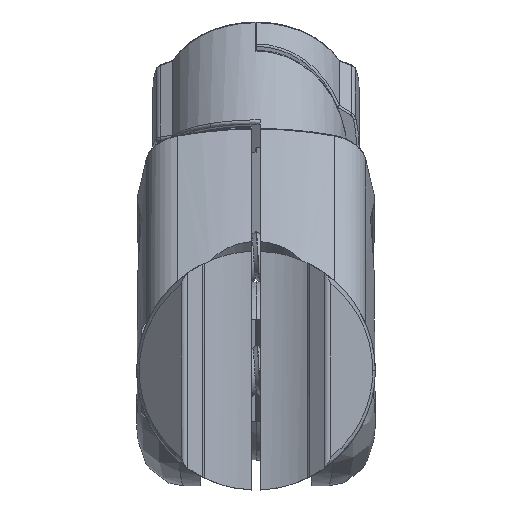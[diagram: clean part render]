
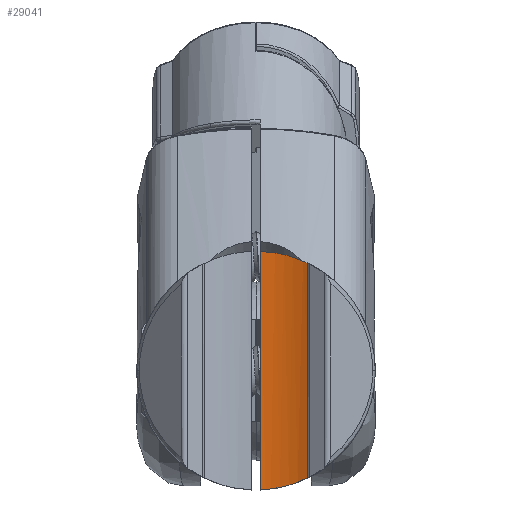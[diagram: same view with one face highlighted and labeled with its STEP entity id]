
A CAD part, top view. The second image highlights one B-rep face of the part: STEP entity #29041.
In plain terms, the highlighted cylindrical face has radius 14.2 mm (diameter 28.4 mm), a partial arc.
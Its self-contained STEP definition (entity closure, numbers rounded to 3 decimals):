
#1413 = AXIS2_PLACEMENT_3D ( 'NONE', #35800, #4297, #40267 ) ;
#1535 = ORIENTED_EDGE ( 'NONE', *, *, #3997, .F. ) ;
#2006 = CARTESIAN_POINT ( 'NONE',  ( 0.5, 13.991, 79.746 ) ) ;
#2483 = CARTESIAN_POINT ( 'NONE',  ( 6.694, 12.296, 81.414 ) ) ;
#2578 = VECTOR ( 'NONE', #9517, 1000. ) ;
#3997 = EDGE_CURVE ( 'NONE', #4524, #30254, #23397, .T. ) ;
#4144 = CARTESIAN_POINT ( 'NONE',  ( 4.701, -13.231, 80.496 ) ) ;
#4297 = DIRECTION ( 'NONE',  ( 0., -1., 0. ) ) ;
#4524 = VERTEX_POINT ( 'NONE', #20355 ) ;
#5296 = CARTESIAN_POINT ( 'NONE',  ( 4.701, 13.231, 80.496 ) ) ;
#6683 = VERTEX_POINT ( 'NONE', #40293 ) ;
#7967 = EDGE_CURVE ( 'NONE', #36745, #4524, #13461, .T. ) ;
#8428 = ORIENTED_EDGE ( 'NONE', *, *, #7967, .F. ) ;
#9517 = DIRECTION ( 'NONE',  ( 0., 1., 0. ) ) ;
#9742 = CARTESIAN_POINT ( 'NONE',  ( 1.554, 13.953, 79.783 ) ) ;
#10969 = CARTESIAN_POINT ( 'NONE',  ( 1.554, -13.953, 79.783 ) ) ;
#13080 = DIRECTION ( 'NONE',  ( 0., -1., 0. ) ) ;
#13461 = B_SPLINE_CURVE_WITH_KNOTS ( 'NONE', 3,
 ( #2006, #9742, #41261, #5296, #34439, #2483 ),
 .UNSPECIFIED., .F., .F.,
 ( 4, 2, 4 ),
 ( 0., 0.5, 1. ),
 .UNSPECIFIED. ) ;
#13561 = ORIENTED_EDGE ( 'NONE', *, *, #45834, .F. ) ;
#16586 = LINE ( 'NONE', #19873, #2578 ) ;
#17543 = CARTESIAN_POINT ( 'NONE',  ( 6.694, -12.296, 81.414 ) ) ;
#17802 = ORIENTED_EDGE ( 'NONE', *, *, #30923, .F. ) ;
#18208 = VECTOR ( 'NONE', #13080, 1000. ) ;
#19873 = CARTESIAN_POINT ( 'NONE',  ( 0.5, -13.991, 79.746 ) ) ;
#20355 = CARTESIAN_POINT ( 'NONE',  ( 6.694, 12.296, 81.414 ) ) ;
#21157 = CARTESIAN_POINT ( 'NONE',  ( 0.5, 13.991, 79.746 ) ) ;
#21312 = CARTESIAN_POINT ( 'NONE',  ( 5.724, -12.824, 80.895 ) ) ;
#23397 = LINE ( 'NONE', #37504, #18208 ) ;
#25958 = CYLINDRICAL_SURFACE ( 'NONE', #1413, 14.2 ) ;
#28417 = CARTESIAN_POINT ( 'NONE',  ( 2.617, -13.796, 79.94 ) ) ;
#29041 = ADVANCED_FACE ( 'NONE', ( #36053 ), #25958, .F. ) ;
#30254 = VERTEX_POINT ( 'NONE', #38089 ) ;
#30923 = EDGE_CURVE ( 'NONE', #6683, #36745, #16586, .T. ) ;
#32615 = CARTESIAN_POINT ( 'NONE',  ( 0.5, -13.991, 79.746 ) ) ;
#33667 = B_SPLINE_CURVE_WITH_KNOTS ( 'NONE', 3,
 ( #17543, #21312, #4144, #28417, #10969, #32615 ),
 .UNSPECIFIED., .F., .F.,
 ( 4, 2, 4 ),
 ( 0., 0.5, 1. ),
 .UNSPECIFIED. ) ;
#34439 = CARTESIAN_POINT ( 'NONE',  ( 5.724, 12.824, 80.895 ) ) ;
#35800 = CARTESIAN_POINT ( 'NONE',  ( 0., -50., 93.937 ) ) ;
#36053 = FACE_OUTER_BOUND ( 'NONE', #42238, .T. ) ;
#36745 = VERTEX_POINT ( 'NONE', #21157 ) ;
#37504 = CARTESIAN_POINT ( 'NONE',  ( 6.694, 12.296, 81.414 ) ) ;
#38089 = CARTESIAN_POINT ( 'NONE',  ( 6.694, -12.296, 81.414 ) ) ;
#40267 = DIRECTION ( 'NONE',  ( 0., 0., -1. ) ) ;
#40293 = CARTESIAN_POINT ( 'NONE',  ( 0.5, -13.991, 79.746 ) ) ;
#41261 = CARTESIAN_POINT ( 'NONE',  ( 2.617, 13.796, 79.94 ) ) ;
#42238 = EDGE_LOOP ( 'NONE', ( #13561, #1535, #8428, #17802 ) ) ;
#45834 = EDGE_CURVE ( 'NONE', #30254, #6683, #33667, .T. ) ;
